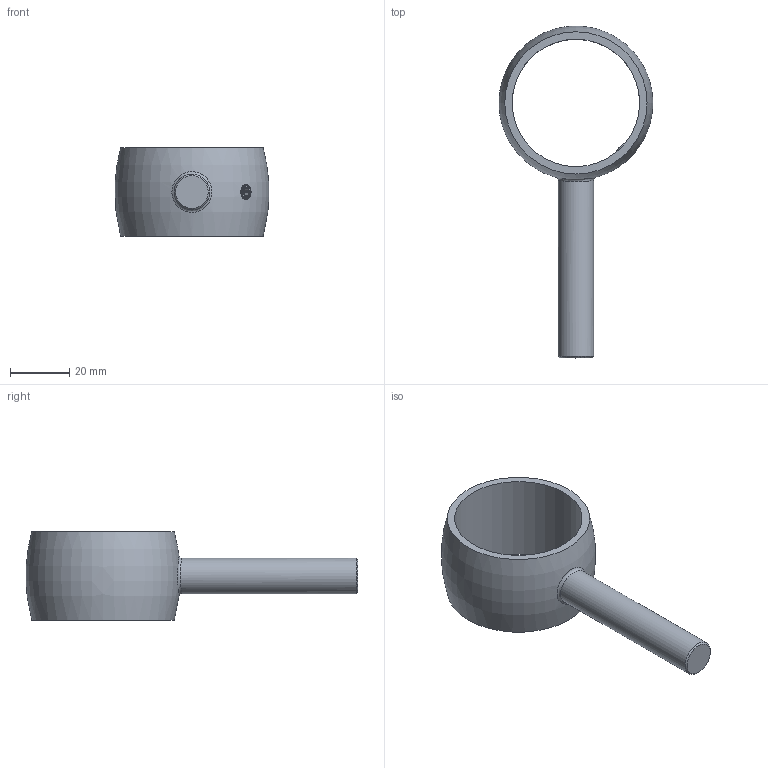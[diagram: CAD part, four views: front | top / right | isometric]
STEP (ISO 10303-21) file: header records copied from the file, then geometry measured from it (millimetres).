
FILE_DESCRIPTION (( 'STEP AP203' ), '1' );
FILE_NAME ('50392-240.step', '2021-11-25T15:27:05', ( '' ), ( '' ), 'SwSTEP 2.0', 'SolidWorks 2018', '' );
FILE_SCHEMA (( 'CONFIG_CONTROL_DESIGN' ));
Length unit declared in the file: millimetre
Products named in the file (8): 50392-240 Teil2 (DIN913 M5x5)_DIN913 M5x6; DIN913 M5x5_M5x5 Keyshot; 50392-240; 50392-240 Teil1; DIN913 M5x5; 50392-240 Teil2 (DIN913 M5x5)
Assembly tree (4 placements, depth 2):
  50392-240
    DIN913 M5x5
  50392-240 Teil1
  50392-240
    50392-240 Teil1
    50392-240 Teil2 (DIN913 M5x5)_DIN913 M5x6
    DIN913 M5x5_M5x5 Keyshot
  50392-240 Teil2 (DIN913 M5x5)
Bounding box: 51.89 x 111.97 x 30 mm (x, y, z)
Volume: 23872.8 mm3; surface area: 12166.2 mm2
Topology: 3 solids, 3 shells, 67 faces, 148 edges, 87 vertices
Faces by surface type: cylinder 23, plane 21, torus 7, cone 6, sphere 6, bspline 4
Full cylindrical faces by diameter (mm): 4.2 x1, 5 x1, 12 x1, 43 x1
Entity records: 13133 total; most frequent: CARTESIAN_POINT 11030, DIRECTION 310, ORIENTED_EDGE 252, AXIS2_PLACEMENT_3D 128, EDGE_CURVE 126, EDGE_LOOP 83, VERTEX_POINT 79, FACE_OUTER_BOUND 72
